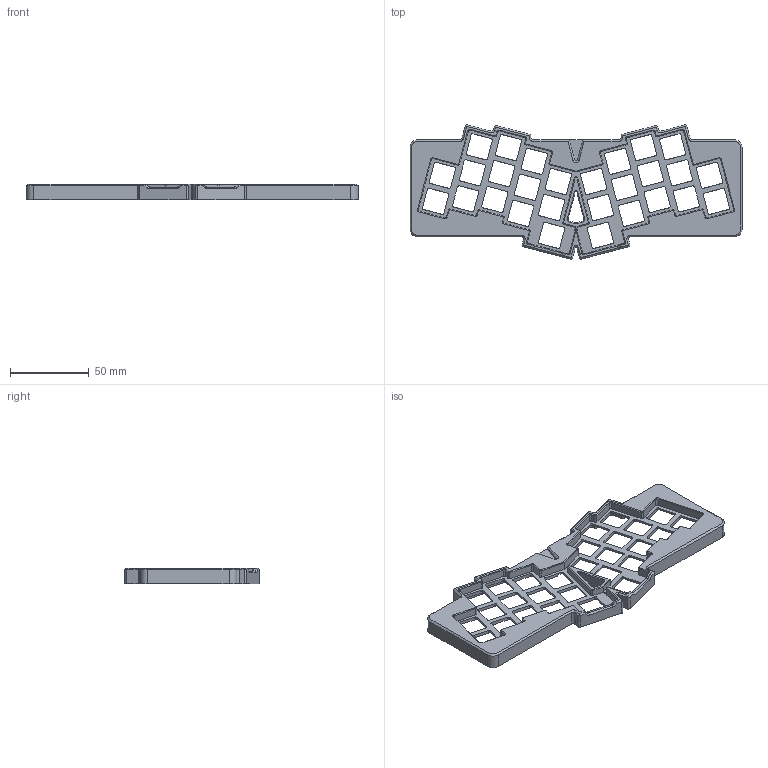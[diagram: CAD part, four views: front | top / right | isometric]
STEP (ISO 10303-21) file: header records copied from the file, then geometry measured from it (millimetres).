
FILE_DESCRIPTION(('FreeCAD Model'),'2;1');
FILE_NAME('Open CASCADE Shape Model','2025-01-07T10:56:43',(''),(''), 'Open CASCADE STEP processor 7.8','FreeCAD','Unknown');
FILE_SCHEMA(('AUTOMOTIVE_DESIGN { 1 0 10303 214 1 1 1 1 }'));
Length unit declared in the file: millimetre
Products named in the file (1): Top
Bounding box: 210.15 x 84.91 x 10 mm (x, y, z)
Volume: 47400.1 mm3; surface area: 31546.9 mm2
Topology: 1 solids, 1 shells, 851 faces, 2360 edges, 1519 vertices
Faces by surface type: plane 429, cylinder 337, cone 73, bspline 8, extrusion 4
Full cylindrical faces by diameter (mm): 1.6 x9
Entity records: 27823 total; most frequent: CARTESIAN_POINT 5347, DIRECTION 4767, ORIENTED_EDGE 4720, EDGE_CURVE 2360, VECTOR 1593, LINE 1589, AXIS2_PLACEMENT_3D 1587, VERTEX_POINT 1519
